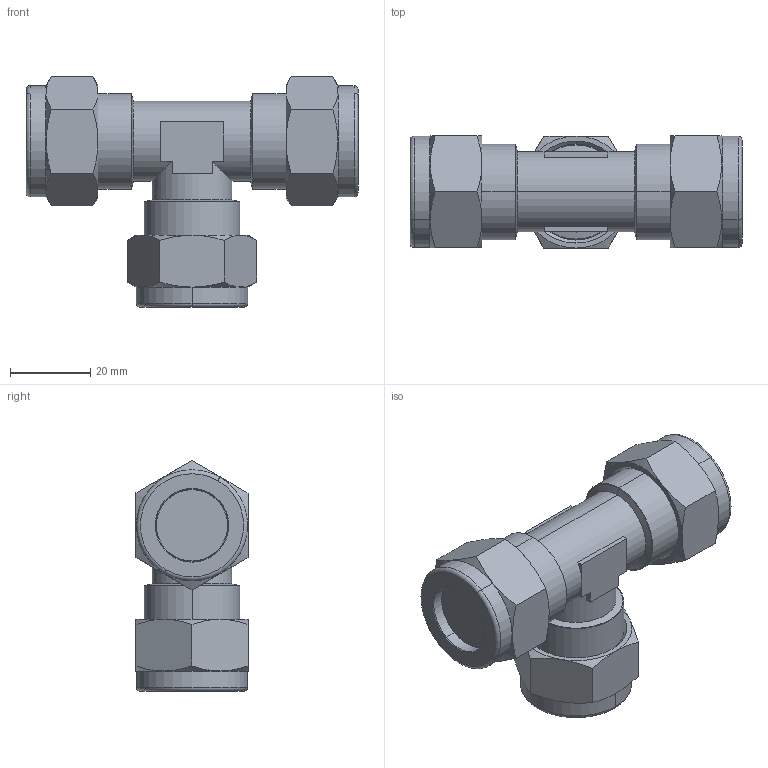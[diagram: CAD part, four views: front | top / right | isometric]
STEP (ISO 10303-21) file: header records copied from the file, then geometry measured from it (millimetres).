
FILE_DESCRIPTION (( 'STEP AP214' ), '1' );
FILE_NAME ('1020000009.step', '2013-02-25T17:11:26', ( '' ), ( '' ), 'SwSTEP 2.0', 'SolidWorks 2012', '' );
FILE_SCHEMA (( 'AUTOMOTIVE_DESIGN' ));
Length unit declared in the file: millimetre
Products named in the file (1): 1020000009
Bounding box: 83 x 28 x 57.67 mm (x, y, z)
Volume: 56112.1 mm3; surface area: 12588 mm2
Topology: 1 solids, 1 shells, 131 faces, 301 edges, 178 vertices
Faces by surface type: plane 51, cone 46, cylinder 22, torus 12
Entity records: 3985 total; most frequent: CARTESIAN_POINT 1043, DIRECTION 621, ORIENTED_EDGE 602, EDGE_CURVE 301, AXIS2_PLACEMENT_3D 252, VERTEX_POINT 178, EDGE_LOOP 137, FACE_OUTER_BOUND 131
